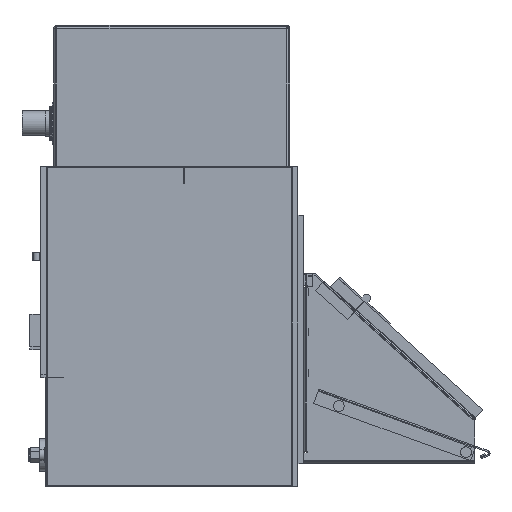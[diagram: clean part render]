
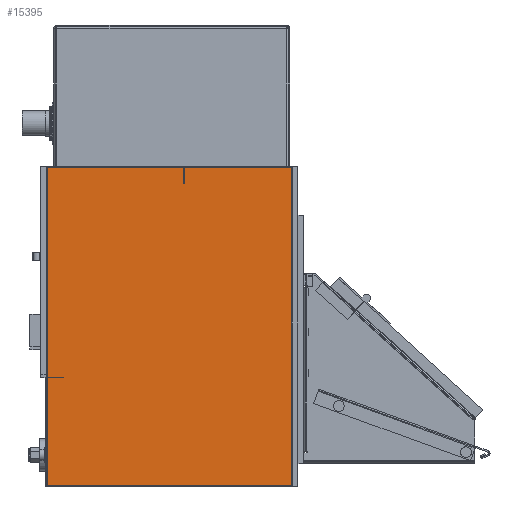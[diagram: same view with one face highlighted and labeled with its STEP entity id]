
A CAD part, front view. The second image highlights one B-rep face of the part: STEP entity #15395.
In plain terms, the highlighted planar face has unit normal (0, -1, 0).
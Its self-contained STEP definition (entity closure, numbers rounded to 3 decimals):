
#1136=FACE_OUTER_BOUND('',#2019,.T.);
#2019=EDGE_LOOP('',(#12070,#12071,#12072,#12073));
#3614=LINE('',#23967,#5364);
#3615=LINE('',#23969,#5365);
#3616=LINE('',#23971,#5366);
#3617=LINE('',#23972,#5367);
#5364=VECTOR('',#19528,271.05);
#5365=VECTOR('',#19529,353.);
#5366=VECTOR('',#19530,271.05);
#5367=VECTOR('',#19531,353.);
#6887=VERTEX_POINT('',#23965);
#6888=VERTEX_POINT('',#23966);
#6889=VERTEX_POINT('',#23968);
#6890=VERTEX_POINT('',#23970);
#8716=EDGE_CURVE('',#6887,#6888,#3614,.T.);
#8717=EDGE_CURVE('',#6889,#6887,#3615,.T.);
#8718=EDGE_CURVE('',#6890,#6889,#3616,.T.);
#8719=EDGE_CURVE('',#6888,#6890,#3617,.T.);
#12070=ORIENTED_EDGE('',*,*,#8716,.F.);
#12071=ORIENTED_EDGE('',*,*,#8717,.F.);
#12072=ORIENTED_EDGE('',*,*,#8718,.F.);
#12073=ORIENTED_EDGE('',*,*,#8719,.F.);
#13847=PLANE('',#16423);
#15395=ADVANCED_FACE('',(#1136),#13847,.F.);
#16423=AXIS2_PLACEMENT_3D('',#23964,#19526,#19527);
#19526=DIRECTION('center_axis',(0.,1.,0.));
#19527=DIRECTION('ref_axis',(0.,0.,1.));
#19528=DIRECTION('',(-1.,0.,0.));
#19529=DIRECTION('',(0.,0.,-1.));
#19530=DIRECTION('',(1.,0.,0.));
#19531=DIRECTION('',(0.,0.,1.));
#23964=CARTESIAN_POINT('Origin',(-114.925,-20.704,177.55));
#23965=CARTESIAN_POINT('',(20.6,-20.704,1.05));
#23966=CARTESIAN_POINT('',(-250.45,-20.704,1.05));
#23967=CARTESIAN_POINT('',(-183.188,-20.704,1.05));
#23968=CARTESIAN_POINT('',(20.6,-20.704,354.05));
#23969=CARTESIAN_POINT('',(20.6,-20.704,88.8));
#23970=CARTESIAN_POINT('',(-250.45,-20.704,354.05));
#23971=CARTESIAN_POINT('',(-46.663,-20.704,354.05));
#23972=CARTESIAN_POINT('',(-250.45,-20.704,266.3));
